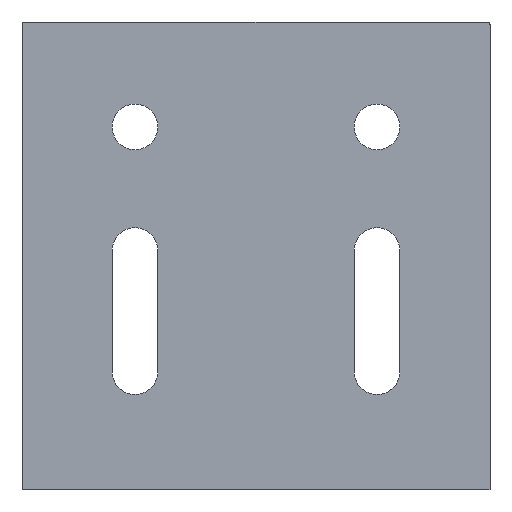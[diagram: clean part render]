
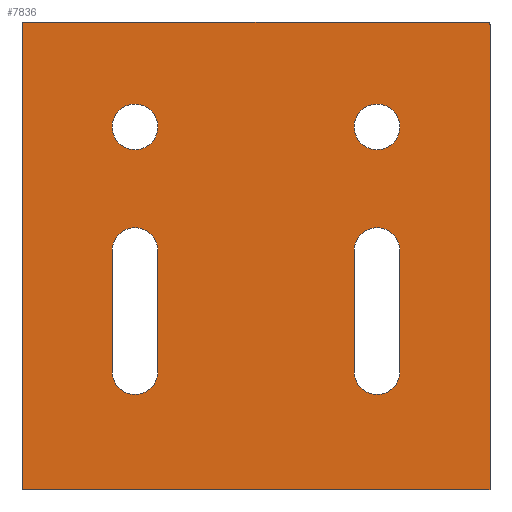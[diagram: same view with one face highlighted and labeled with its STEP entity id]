
A CAD part, front view. The second image highlights one B-rep face of the part: STEP entity #7836.
In plain terms, the highlighted planar face has unit normal (0, -1, 0).
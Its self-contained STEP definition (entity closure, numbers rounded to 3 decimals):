
#35=FACE_BOUND('',#2167,.T.);
#36=FACE_BOUND('',#2168,.T.);
#37=FACE_BOUND('',#2169,.T.);
#38=FACE_BOUND('',#2170,.T.);
#167=PLANE('',#8551);
#315=LINE('',#12876,#812);
#394=LINE('',#13392,#891);
#395=LINE('',#13394,#892);
#396=LINE('',#13395,#893);
#397=LINE('',#13402,#894);
#398=LINE('',#13406,#895);
#399=LINE('',#13410,#896);
#400=LINE('',#13414,#897);
#812=VECTOR('',#9721,10.);
#891=VECTOR('',#10054,10.);
#892=VECTOR('',#10057,10.);
#893=VECTOR('',#10058,10.);
#894=VECTOR('',#10063,10.);
#895=VECTOR('',#10066,10.);
#896=VECTOR('',#10069,10.);
#897=VECTOR('',#10072,10.);
#1577=FACE_OUTER_BOUND('',#2166,.T.);
#2166=EDGE_LOOP('',(#5585,#5586,#5587,#5588,#5589,#5590));
#2167=EDGE_LOOP('',(#5591));
#2168=EDGE_LOOP('',(#5592));
#2169=EDGE_LOOP('',(#5593,#5594,#5595,#5596));
#2170=EDGE_LOOP('',(#5597,#5598,#5599,#5600));
#2726=CIRCLE('',#8408,0.5);
#2844=CIRCLE('',#8537,0.5);
#2853=CIRCLE('',#8552,4.25);
#2854=CIRCLE('',#8553,4.25);
#2855=CIRCLE('',#8554,4.25);
#2856=CIRCLE('',#8555,4.25);
#2857=CIRCLE('',#8556,4.25);
#2858=CIRCLE('',#8557,4.25);
#3422=VERTEX_POINT('',#12697);
#3423=VERTEX_POINT('',#12698);
#3441=VERTEX_POINT('',#12873);
#3442=VERTEX_POINT('',#12875);
#3619=VERTEX_POINT('',#13237);
#3620=VERTEX_POINT('',#13238);
#3633=VERTEX_POINT('',#13396);
#3634=VERTEX_POINT('',#13398);
#3635=VERTEX_POINT('',#13400);
#3636=VERTEX_POINT('',#13401);
#3637=VERTEX_POINT('',#13403);
#3638=VERTEX_POINT('',#13405);
#3639=VERTEX_POINT('',#13408);
#3640=VERTEX_POINT('',#13409);
#3641=VERTEX_POINT('',#13411);
#3642=VERTEX_POINT('',#13413);
#4088=EDGE_CURVE('',#3422,#3423,#2726,.T.);
#4120=EDGE_CURVE('',#3442,#3441,#315,.T.);
#4301=EDGE_CURVE('',#3619,#3620,#2844,.T.);
#4325=EDGE_CURVE('',#3422,#3620,#394,.T.);
#4326=EDGE_CURVE('',#3442,#3619,#395,.T.);
#4327=EDGE_CURVE('',#3441,#3423,#396,.T.);
#4328=EDGE_CURVE('',#3633,#3633,#2853,.T.);
#4329=EDGE_CURVE('',#3634,#3634,#2854,.T.);
#4330=EDGE_CURVE('',#3635,#3636,#397,.T.);
#4331=EDGE_CURVE('',#3636,#3637,#2855,.T.);
#4332=EDGE_CURVE('',#3637,#3638,#398,.T.);
#4333=EDGE_CURVE('',#3638,#3635,#2856,.T.);
#4334=EDGE_CURVE('',#3639,#3640,#399,.T.);
#4335=EDGE_CURVE('',#3640,#3641,#2857,.T.);
#4336=EDGE_CURVE('',#3641,#3642,#400,.T.);
#4337=EDGE_CURVE('',#3642,#3639,#2858,.T.);
#5585=ORIENTED_EDGE('',*,*,#4088,.F.);
#5586=ORIENTED_EDGE('',*,*,#4325,.T.);
#5587=ORIENTED_EDGE('',*,*,#4301,.F.);
#5588=ORIENTED_EDGE('',*,*,#4326,.F.);
#5589=ORIENTED_EDGE('',*,*,#4120,.T.);
#5590=ORIENTED_EDGE('',*,*,#4327,.T.);
#5591=ORIENTED_EDGE('',*,*,#4328,.T.);
#5592=ORIENTED_EDGE('',*,*,#4329,.T.);
#5593=ORIENTED_EDGE('',*,*,#4330,.T.);
#5594=ORIENTED_EDGE('',*,*,#4331,.T.);
#5595=ORIENTED_EDGE('',*,*,#4332,.T.);
#5596=ORIENTED_EDGE('',*,*,#4333,.T.);
#5597=ORIENTED_EDGE('',*,*,#4334,.T.);
#5598=ORIENTED_EDGE('',*,*,#4335,.T.);
#5599=ORIENTED_EDGE('',*,*,#4336,.T.);
#5600=ORIENTED_EDGE('',*,*,#4337,.T.);
#7836=ADVANCED_FACE('',(#1577,#35,#36,#37,#38),#167,.T.);
#8408=AXIS2_PLACEMENT_3D('',#12699,#9675,#9676);
#8537=AXIS2_PLACEMENT_3D('',#13239,#10019,#10020);
#8551=AXIS2_PLACEMENT_3D('',#13393,#10055,#10056);
#8552=AXIS2_PLACEMENT_3D('',#13397,#10059,#10060);
#8553=AXIS2_PLACEMENT_3D('',#13399,#10061,#10062);
#8554=AXIS2_PLACEMENT_3D('',#13404,#10064,#10065);
#8555=AXIS2_PLACEMENT_3D('',#13407,#10067,#10068);
#8556=AXIS2_PLACEMENT_3D('',#13412,#10070,#10071);
#8557=AXIS2_PLACEMENT_3D('',#13415,#10073,#10074);
#9675=DIRECTION('center_axis',(0.,1.,0.));
#9676=DIRECTION('ref_axis',(0.707,0.,0.707));
#9721=DIRECTION('',(1.,0.,0.));
#10019=DIRECTION('center_axis',(0.,1.,0.));
#10020=DIRECTION('ref_axis',(-0.707,0.,0.707));
#10054=DIRECTION('',(-1.,0.,0.));
#10055=DIRECTION('center_axis',(0.,-1.,0.));
#10056=DIRECTION('ref_axis',(0.,0.,-1.));
#10057=DIRECTION('',(0.,0.,1.));
#10058=DIRECTION('',(0.,0.,1.));
#10059=DIRECTION('center_axis',(0.,1.,0.));
#10060=DIRECTION('ref_axis',(-1.,0.,0.));
#10061=DIRECTION('center_axis',(0.,1.,0.));
#10062=DIRECTION('ref_axis',(-1.,0.,0.));
#10063=DIRECTION('',(0.,0.,1.));
#10064=DIRECTION('center_axis',(0.,1.,0.));
#10065=DIRECTION('ref_axis',(0.,0.,-1.));
#10066=DIRECTION('',(0.,0.,-1.));
#10067=DIRECTION('center_axis',(0.,1.,0.));
#10068=DIRECTION('ref_axis',(0.,0.,1.));
#10069=DIRECTION('',(0.,0.,1.));
#10070=DIRECTION('center_axis',(0.,1.,0.));
#10071=DIRECTION('ref_axis',(0.,0.,-1.));
#10072=DIRECTION('',(0.,0.,-1.));
#10073=DIRECTION('center_axis',(0.,1.,0.));
#10074=DIRECTION('ref_axis',(0.,0.,1.));
#12697=CARTESIAN_POINT('',(86.5,0.,87.));
#12698=CARTESIAN_POINT('',(87.,0.,86.5));
#12699=CARTESIAN_POINT('Origin',(86.5,0.,86.5));
#12873=CARTESIAN_POINT('',(87.,0.,0.));
#12875=CARTESIAN_POINT('',(0.,0.,0.));
#12876=CARTESIAN_POINT('',(0.,0.,0.));
#13237=CARTESIAN_POINT('',(0.,0.,86.5));
#13238=CARTESIAN_POINT('',(0.5,0.,87.));
#13239=CARTESIAN_POINT('Origin',(0.5,0.,
86.5));
#13392=CARTESIAN_POINT('',(0.,0.,87.));
#13393=CARTESIAN_POINT('Origin',(87.,0.,0.));
#13394=CARTESIAN_POINT('',(0.,0.,0.));
#13395=CARTESIAN_POINT('',(87.,0.,0.));
#13396=CARTESIAN_POINT('',(25.25,0.,67.5));
#13397=CARTESIAN_POINT('Origin',(21.,0.,67.5));
#13398=CARTESIAN_POINT('',(70.25,0.,67.5));
#13399=CARTESIAN_POINT('Origin',(66.,0.,67.5));
#13400=CARTESIAN_POINT('',(61.75,0.,22.));
#13401=CARTESIAN_POINT('',(61.75,0.,44.5));
#13402=CARTESIAN_POINT('',(61.75,0.,22.25));
#13403=CARTESIAN_POINT('',(70.25,0.,44.5));
#13404=CARTESIAN_POINT('Origin',(66.,0.,44.5));
#13405=CARTESIAN_POINT('',(70.25,0.,22.));
#13406=CARTESIAN_POINT('',(70.25,0.,11.));
#13407=CARTESIAN_POINT('Origin',(66.,0.,22.));
#13408=CARTESIAN_POINT('',(16.75,0.,22.));
#13409=CARTESIAN_POINT('',(16.75,0.,44.5));
#13410=CARTESIAN_POINT('',(16.75,0.,22.25));
#13411=CARTESIAN_POINT('',(25.25,0.,44.5));
#13412=CARTESIAN_POINT('Origin',(21.,0.,44.5));
#13413=CARTESIAN_POINT('',(25.25,0.,22.));
#13414=CARTESIAN_POINT('',(25.25,0.,11.));
#13415=CARTESIAN_POINT('Origin',(21.,0.,22.));
